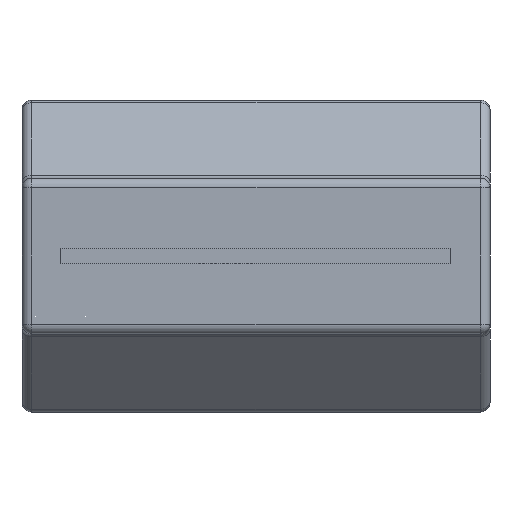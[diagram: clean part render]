
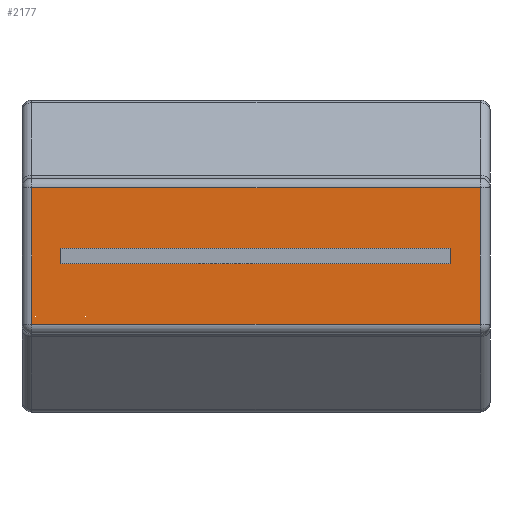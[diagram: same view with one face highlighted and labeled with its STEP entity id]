
A CAD part, front view. The second image highlights one B-rep face of the part: STEP entity #2177.
In plain terms, the highlighted planar face has unit normal (0, -1, 0).
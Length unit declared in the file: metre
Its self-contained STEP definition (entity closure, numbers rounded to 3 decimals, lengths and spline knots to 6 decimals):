
#338=ORIENTED_EDGE('',*,*,#974,.T.);
#339=ORIENTED_EDGE('',*,*,#975,.T.);
#340=ORIENTED_EDGE('',*,*,#976,.T.);
#341=ORIENTED_EDGE('',*,*,#977,.T.);
#342=ORIENTED_EDGE('',*,*,#978,.F.);
#343=ORIENTED_EDGE('',*,*,#979,.F.);
#344=ORIENTED_EDGE('',*,*,#980,.T.);
#345=ORIENTED_EDGE('',*,*,#981,.T.);
#974=EDGE_CURVE('',#1292,#1293,#1472,.T.);
#975=EDGE_CURVE('',#1293,#1294,#1473,.T.);
#976=EDGE_CURVE('',#1294,#1295,#1474,.F.);
#977=EDGE_CURVE('',#1295,#1292,#1475,.F.);
#978=EDGE_CURVE('',#1296,#1297,#1476,.T.);
#979=EDGE_CURVE('',#1298,#1296,#1477,.T.);
#980=EDGE_CURVE('',#1298,#1299,#1478,.T.);
#981=EDGE_CURVE('',#1299,#1297,#1479,.T.);
#1292=VERTEX_POINT('',#3634);
#1293=VERTEX_POINT('',#3635);
#1294=VERTEX_POINT('',#3637);
#1295=VERTEX_POINT('',#3639);
#1296=VERTEX_POINT('',#3642);
#1297=VERTEX_POINT('',#3643);
#1298=VERTEX_POINT('',#3645);
#1299=VERTEX_POINT('',#3647);
#1472=LINE('',#3633,#1666);
#1473=LINE('',#3636,#1667);
#1474=LINE('',#3638,#1668);
#1475=LINE('',#3640,#1669);
#1476=LINE('',#3641,#1670);
#1477=LINE('',#3644,#1671);
#1478=LINE('',#3646,#1672);
#1479=LINE('',#3648,#1673);
#1666=VECTOR('',#2960,1.);
#1667=VECTOR('',#2961,1.);
#1668=VECTOR('',#2962,1.);
#1669=VECTOR('',#2963,1.);
#1670=VECTOR('',#2964,1.);
#1671=VECTOR('',#2965,1.);
#1672=VECTOR('',#2966,1.);
#1673=VECTOR('',#2967,1.);
#1821=EDGE_LOOP('',(#338,#339,#340,#341));
#1822=EDGE_LOOP('',(#342,#343,#344,#345));
#1973=FACE_BOUND('',#1821,.T.);
#1974=FACE_BOUND('',#1822,.T.);
#2121=PLANE('',#2699);
#2177=ADVANCED_FACE('',(#1973,#1974),#2121,.F.);
#2699=AXIS2_PLACEMENT_3D('',#3632,#2958,#2959);
#2958=DIRECTION('',(0.,1.,0.));
#2959=DIRECTION('',(0.,0.,-1.));
#2960=DIRECTION('',(0.,0.,-1.));
#2961=DIRECTION('',(1.,0.,0.));
#2962=DIRECTION('',(0.,0.,-1.));
#2963=DIRECTION('',(1.,0.,0.));
#2964=DIRECTION('',(1.,0.,0.));
#2965=DIRECTION('',(0.,0.,-1.));
#2966=DIRECTION('',(1.,0.,0.));
#2967=DIRECTION('',(0.,0.,-1.));
#3632=CARTESIAN_POINT('',(0.,-0.008,0.004));
#3633=CARTESIAN_POINT('',(-0.00575,-0.008,0.004));
#3634=CARTESIAN_POINT('',(-0.00575,-0.008,0.00175));
#3635=CARTESIAN_POINT('',(-0.00575,-0.008,-0.00175));
#3636=CARTESIAN_POINT('',(0.006,-0.008,-0.00175));
#3637=CARTESIAN_POINT('',(0.00575,-0.008,-0.00175));
#3638=CARTESIAN_POINT('',(0.00575,-0.008,0.002));
#3639=CARTESIAN_POINT('',(0.00575,-0.008,0.00175));
#3640=CARTESIAN_POINT('',(-0.006,-0.008,0.00175));
#3641=CARTESIAN_POINT('',(0.,-0.008,-0.0002));
#3642=CARTESIAN_POINT('',(-0.005,-0.008,-0.0002));
#3643=CARTESIAN_POINT('',(0.005,-0.008,-0.0002));
#3644=CARTESIAN_POINT('',(-0.005,-0.008,0.0002));
#3645=CARTESIAN_POINT('',(-0.005,-0.008,0.0002));
#3646=CARTESIAN_POINT('',(0.,-0.008,0.0002));
#3647=CARTESIAN_POINT('',(0.005,-0.008,0.0002));
#3648=CARTESIAN_POINT('',(0.005,-0.008,0.0002));
